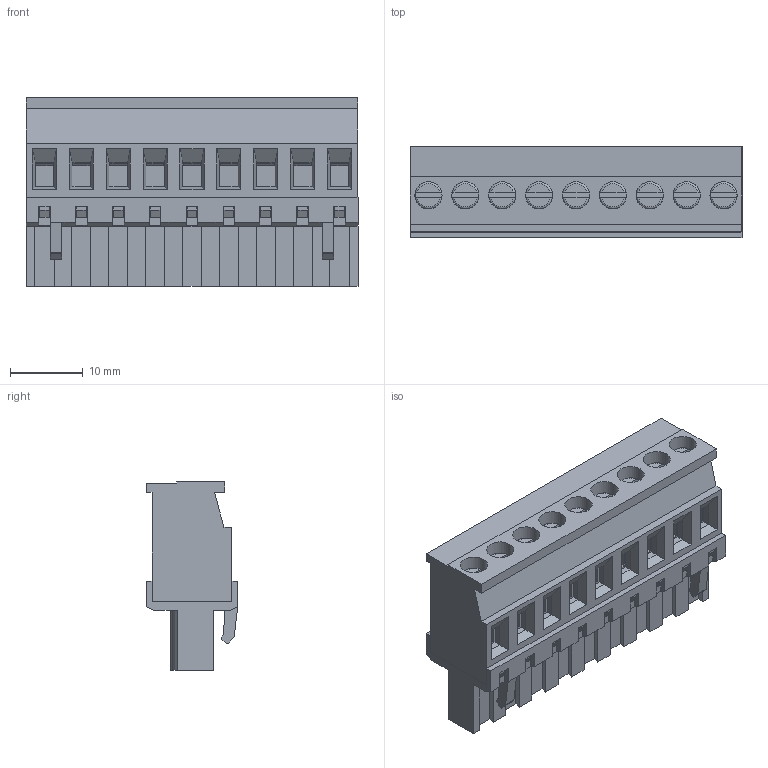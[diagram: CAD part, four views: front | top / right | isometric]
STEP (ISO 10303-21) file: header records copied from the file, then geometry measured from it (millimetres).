
FILE_DESCRIPTION( ( 'Unknown' ), '1' );
FILE_NAME( '691352510009.stp', 'Unknown', ( 'Unknown' ), ( 'Unknown' ), 'PSStep 14.0', 'Unknown', ' ' );
FILE_SCHEMA( ( 'AUTOMOTIVE_DESIGN { 1 0 10303 214 1 1 1 1 }' ) );
Length unit declared in the file: millimetre
Products named in the file (6): Assem1; 6913525100xx_CAGE; 6913525100xx; 6913525100xx_VIS; 691343510009; 691343510009_BAS
Assembly tree (29 placements, depth 2):
  Assem1
    6913525100xx_CAGE  x9
    6913525100xx  x9
    6913525100xx_VIS  x9
    691343510009
    691343510009_BAS
Bounding box: 45.72 x 12.6 x 26 mm (x, y, z)
Volume: 7054.5 mm3; surface area: 16227.2 mm2
Topology: 29 solids, 29 shells, 1865 faces, 5173 edges, 3364 vertices
Faces by surface type: plane 1441, cylinder 370, cone 27, torus 27
Full cylindrical faces by diameter (mm): 1.5 x9, 2.2 x9, 2.7 x9, 2.9 x9, 3 x9, 3.7 x9, 3.75 x9
Entity records: 42018 total; most frequent: CARTESIAN_POINT 5951, ORIENTED_EDGE 5834, DIRECTION 5288, EDGE_CURVE 2917, LINE 2712, VECTOR 2712, VERTEX_POINT 1927, AXIS2_PLACEMENT_3D 1288
